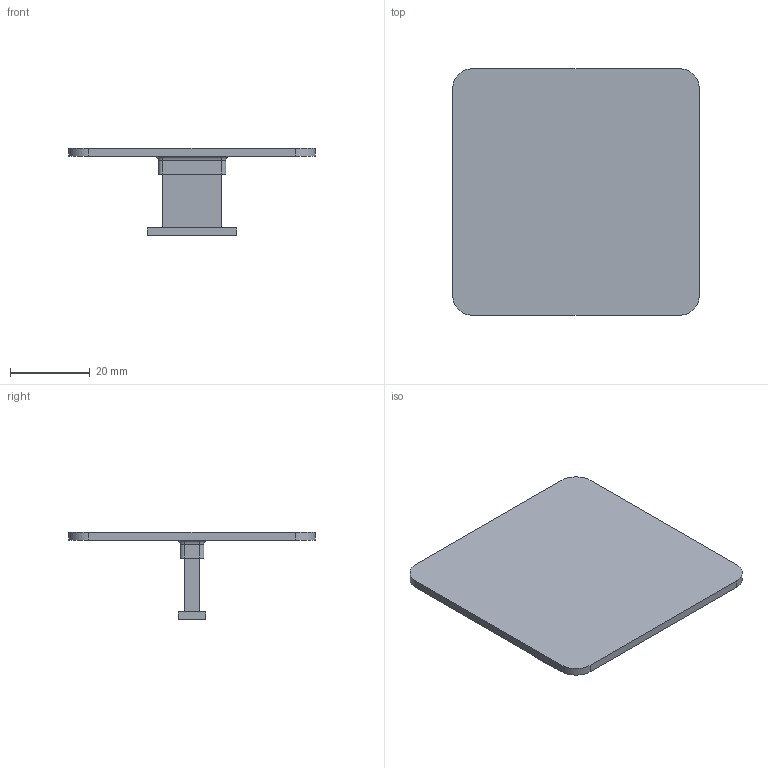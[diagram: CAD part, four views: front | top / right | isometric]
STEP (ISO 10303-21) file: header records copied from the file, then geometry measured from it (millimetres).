
FILE_DESCRIPTION (( 'STEP AP203' ), '1' );
FILE_NAME ('Actuation-Plate-Assem.STEP', '2022-01-06T16:05:52', ( '' ), ( '' ), 'SwSTEP 2.0', 'SolidWorks 2020', '' );
FILE_SCHEMA (( 'CONFIG_CONTROL_DESIGN' ));
Length unit declared in the file: millimetre
Products named in the file (1): Actuation-Plate-Assem
Bounding box: 62 x 62 x 22 mm (x, y, z)
Volume: 9234.3 mm3; surface area: 9156.2 mm2
Topology: 1 solids, 2 shells, 62 faces, 148 edges, 92 vertices
Faces by surface type: plane 46, cylinder 12, torus 4
Entity records: 1839 total; most frequent: CARTESIAN_POINT 303, DIRECTION 302, ORIENTED_EDGE 296, EDGE_CURVE 148, VECTOR 120, LINE 120, VERTEX_POINT 92, AXIS2_PLACEMENT_3D 91
